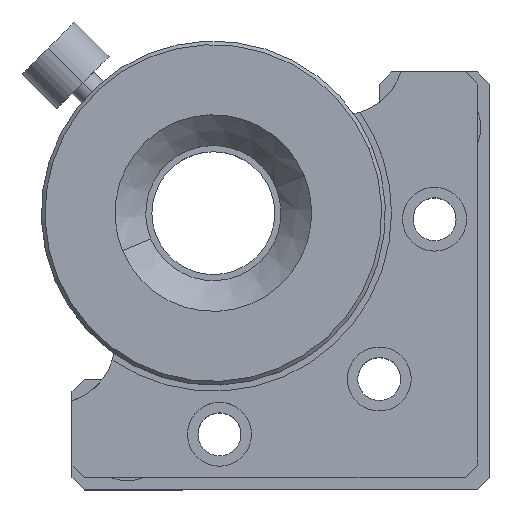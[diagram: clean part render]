
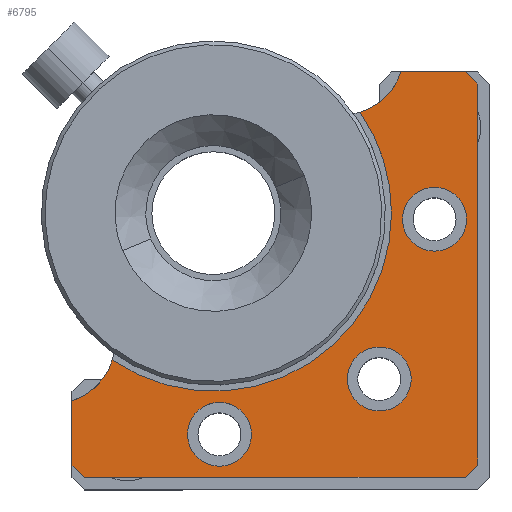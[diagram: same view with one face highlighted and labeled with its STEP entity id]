
A CAD part, top view. The second image highlights one B-rep face of the part: STEP entity #6795.
In plain terms, the highlighted planar face has unit normal (0, 0, 1).
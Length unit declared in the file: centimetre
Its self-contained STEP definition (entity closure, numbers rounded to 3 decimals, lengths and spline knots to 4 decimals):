
#103 = ORIENTED_EDGE ( 'NONE', *, *, #6744, .T. ) ;
#193 = EDGE_LOOP ( 'NONE', ( #7203, #6923, #372, #7202, #6914, #1158, #1107, #535, #103, #231, #451 ) ) ;
#231 = ORIENTED_EDGE ( 'NONE', *, *, #1942, .F. ) ;
#372 = ORIENTED_EDGE ( 'NONE', *, *, #6772, .T. ) ;
#446 = EDGE_LOOP ( 'NONE', ( #7204, #7201 ) ) ;
#451 = ORIENTED_EDGE ( 'NONE', *, *, #6720, .F. ) ;
#517 = EDGE_LOOP ( 'NONE', ( #7209, #7211 ) ) ;
#535 = ORIENTED_EDGE ( 'NONE', *, *, #6778, .T. ) ;
#560 = EDGE_LOOP ( 'NONE', ( #7218, #7464 ) ) ;
#1107 = ORIENTED_EDGE ( 'NONE', *, *, #6794, .T. ) ;
#1158 = ORIENTED_EDGE ( 'NONE', *, *, #6800, .T. ) ;
#1176 = CIRCLE ( 'NONE', #3844, 0.26 ) ;
#1177 = CIRCLE ( 'NONE', #3858, 0.26 ) ;
#1200 = CIRCLE ( 'NONE', #3988, 0.26 ) ;
#1203 = CIRCLE ( 'NONE', #4003, 0.26 ) ;
#1211 = CIRCLE ( 'NONE', #4012, 0.26 ) ;
#1226 = CIRCLE ( 'NONE', #2484, 1.45 ) ;
#1250 = CIRCLE ( 'NONE', #2255, 0.5 ) ;
#1487 = CIRCLE ( 'NONE', #4105, 1.45 ) ;
#1537 = CIRCLE ( 'NONE', #4202, 0.26 ) ;
#1553 = CIRCLE ( 'NONE', #4121, 0.5 ) ;
#1922 = EDGE_CURVE ( 'NONE', #7408, #7319, #1537, .T. ) ;
#1924 = EDGE_CURVE ( 'NONE', #6948, #6962, #1487, .T. ) ;
#1942 = EDGE_CURVE ( 'NONE', #6972, #7344, #1553, .T. ) ;
#2058 = CARTESIAN_POINT ( 'NONE',  ( -1.2564, -1.23, 1.5067 ) ) ;
#2062 = CARTESIAN_POINT ( 'NONE',  ( 1.4336, 0.77, 1.5067 ) ) ;
#2089 = CARTESIAN_POINT ( 'NONE',  ( 1.5036, -0.53, 1.5067 ) ) ;
#2095 = CARTESIAN_POINT ( 'NONE',  ( -1.2564, -0.707, 1.5067 ) ) ;
#2186 = VECTOR ( 'NONE', #3213, 100. ) ;
#2192 = VECTOR ( 'NONE', #3232, 100. ) ;
#2227 = FACE_BOUND ( 'NONE', #446, .T. ) ;
#2233 = VECTOR ( 'NONE', #3285, 100. ) ;
#2234 = FACE_BOUND ( 'NONE', #517, .T. ) ;
#2235 = FACE_BOUND ( 'NONE', #560, .T. ) ;
#2237 = FACE_OUTER_BOUND ( 'NONE', #193, .T. ) ;
#2238 = AXIS2_PLACEMENT_3D ( 'NONE', #3286, #3287, #3288 ) ;
#2247 = VECTOR ( 'NONE', #3304, 100. ) ;
#2254 = VECTOR ( 'NONE', #3324, 100. ) ;
#2255 = AXIS2_PLACEMENT_3D ( 'NONE', #3330, #3331, #3332 ) ;
#2267 = VECTOR ( 'NONE', #3350, 100. ) ;
#2484 = AXIS2_PLACEMENT_3D ( 'NONE', #3052, #3053, #3054 ) ;
#2524 = VECTOR ( 'NONE', #3128, 100. ) ;
#2629 = CARTESIAN_POINT ( 'NONE',  ( -0.0564, -0.98, 1.5067 ) ) ;
#2630 = DIRECTION ( 'NONE',  ( 0., 0., 1. ) ) ;
#2631 = DIRECTION ( 'NONE',  ( 1., 0., 0. ) ) ;
#2632 = CARTESIAN_POINT ( 'NONE',  ( 1.6936, 0.77, 1.5067 ) ) ;
#2633 = DIRECTION ( 'NONE',  ( 0., 0., 1. ) ) ;
#2634 = DIRECTION ( 'NONE',  ( 1., 0., 0. ) ) ;
#2853 = CARTESIAN_POINT ( 'NONE',  ( 1.6936, 0.77, 1.5067 ) ) ;
#2854 = DIRECTION ( 'NONE',  ( 0., 0., 1. ) ) ;
#2855 = DIRECTION ( 'NONE',  ( 1., 0., 0. ) ) ;
#2887 = CARTESIAN_POINT ( 'NONE',  ( -0.0564, -0.98, 1.5067 ) ) ;
#2888 = DIRECTION ( 'NONE',  ( 0., 0., 1. ) ) ;
#2889 = DIRECTION ( 'NONE',  ( 1., 0., 0. ) ) ;
#2929 = CARTESIAN_POINT ( 'NONE',  ( 1.2436, -0.53, 1.5067 ) ) ;
#2933 = DIRECTION ( 'NONE',  ( 0., 0., 1. ) ) ;
#2934 = DIRECTION ( 'NONE',  ( 1., 0., 0. ) ) ;
#3052 = CARTESIAN_POINT ( 'NONE',  ( -0.1064, 0.82, 1.5067 ) ) ;
#3053 = DIRECTION ( 'NONE',  ( 0., 0., 1. ) ) ;
#3054 = DIRECTION ( 'NONE',  ( 1., 0., 0. ) ) ;
#3126 = LINE ( 'NONE', #3127, #2524 ) ;
#3127 = CARTESIAN_POINT ( 'NONE',  ( -1.2564, 1.97, 1.5067 ) ) ;
#3128 = DIRECTION ( 'NONE',  ( -1., 0., 0. ) ) ;
#3211 = LINE ( 'NONE', #3212, #2186 ) ;
#3212 = CARTESIAN_POINT ( 'NONE',  ( -1.2564, 1.97, 1.5067 ) ) ;
#3213 = DIRECTION ( 'NONE',  ( 0., -1., 0. ) ) ;
#3230 = LINE ( 'NONE', #3231, #2192 ) ;
#3231 = CARTESIAN_POINT ( 'NONE',  ( 1.9936, 1.92, 1.5067 ) ) ;
#3232 = DIRECTION ( 'NONE',  ( -0.707, 0.707, 0. ) ) ;
#3282 = PLANE ( 'NONE',  #2238 ) ;
#3283 = LINE ( 'NONE', #3284, #2233 ) ;
#3284 = CARTESIAN_POINT ( 'NONE',  ( 2.0436, 1.97, 1.5067 ) ) ;
#3285 = DIRECTION ( 'NONE',  ( 0., 1., 0. ) ) ;
#3286 = CARTESIAN_POINT ( 'NONE',  ( -1.2564, -1.33, 1.5067 ) ) ;
#3287 = DIRECTION ( 'NONE',  ( 0., 0., 1. ) ) ;
#3288 = DIRECTION ( 'NONE',  ( 1., 0., 0. ) ) ;
#3302 = LINE ( 'NONE', #3303, #2247 ) ;
#3303 = CARTESIAN_POINT ( 'NONE',  ( 0.3436, -2.93, 1.5067 ) ) ;
#3304 = DIRECTION ( 'NONE',  ( 0.707, 0.707, 0. ) ) ;
#3322 = LINE ( 'NONE', #3323, #2254 ) ;
#3323 = CARTESIAN_POINT ( 'NONE',  ( -1.2564, -1.33, 1.5067 ) ) ;
#3324 = DIRECTION ( 'NONE',  ( 1., 0., 0. ) ) ;
#3330 = CARTESIAN_POINT ( 'NONE',  ( -1.4064, -0.23, 1.5067 ) ) ;
#3331 = DIRECTION ( 'NONE',  ( 0., 0., 1. ) ) ;
#3332 = DIRECTION ( 'NONE',  ( 1., 0., 0. ) ) ;
#3348 = LINE ( 'NONE', #3349, #2267 ) ;
#3349 = CARTESIAN_POINT ( 'NONE',  ( -1.2064, -1.28, 1.5067 ) ) ;
#3350 = DIRECTION ( 'NONE',  ( 0.707, -0.707, 0. ) ) ;
#3539 = CARTESIAN_POINT ( 'NONE',  ( 2.0436, -1.23, 1.5067 ) ) ;
#3560 = CARTESIAN_POINT ( 'NONE',  ( 2.0436, 1.87, 1.5067 ) ) ;
#3584 = CARTESIAN_POINT ( 'NONE',  ( -0.9279, -0.3749, 1.5067 ) ) ;
#3591 = CARTESIAN_POINT ( 'NONE',  ( 1.3436, 0.82, 1.5067 ) ) ;
#3597 = CARTESIAN_POINT ( 'NONE',  ( 1.0884, 1.6414, 1.5067 ) ) ;
#3598 = CARTESIAN_POINT ( 'NONE',  ( 1.9436, -1.33, 1.5067 ) ) ;
#3621 = CARTESIAN_POINT ( 'NONE',  ( -0.3164, -0.98, 1.5067 ) ) ;
#3631 = CARTESIAN_POINT ( 'NONE',  ( 1.9536, 0.77, 1.5067 ) ) ;
#3682 = CARTESIAN_POINT ( 'NONE',  ( 1.9436, 1.97, 1.5067 ) ) ;
#3714 = CARTESIAN_POINT ( 'NONE',  ( 0.2036, -0.98, 1.5067 ) ) ;
#3722 = CARTESIAN_POINT ( 'NONE',  ( -1.1564, -1.33, 1.5067 ) ) ;
#3760 = CARTESIAN_POINT ( 'NONE',  ( 0.9836, -0.53, 1.5067 ) ) ;
#3776 = CARTESIAN_POINT ( 'NONE',  ( 1.4205, 1.97, 1.5067 ) ) ;
#3844 = AXIS2_PLACEMENT_3D ( 'NONE', #2629, #2630, #2631 ) ;
#3858 = AXIS2_PLACEMENT_3D ( 'NONE', #2632, #2633, #2634 ) ;
#3988 = AXIS2_PLACEMENT_3D ( 'NONE', #2853, #2854, #2855 ) ;
#4003 = AXIS2_PLACEMENT_3D ( 'NONE', #2887, #2888, #2889 ) ;
#4012 = AXIS2_PLACEMENT_3D ( 'NONE', #2929, #2933, #2934 ) ;
#4105 = AXIS2_PLACEMENT_3D ( 'NONE', #5815, #5799, #5843 ) ;
#4121 = AXIS2_PLACEMENT_3D ( 'NONE', #5573, #5569, #5807 ) ;
#4202 = AXIS2_PLACEMENT_3D ( 'NONE', #5886, #5812, #5811 ) ;
#5569 = DIRECTION ( 'NONE',  ( 0., 0., 1. ) ) ;
#5573 = CARTESIAN_POINT ( 'NONE',  ( 0.9436, 2.12, 1.5067 ) ) ;
#5799 = DIRECTION ( 'NONE',  ( 0., 0., 1. ) ) ;
#5807 = DIRECTION ( 'NONE',  ( 1., 0., 0. ) ) ;
#5811 = DIRECTION ( 'NONE',  ( 1., 0., 0. ) ) ;
#5812 = DIRECTION ( 'NONE',  ( 0., 0., 1. ) ) ;
#5815 = CARTESIAN_POINT ( 'NONE',  ( -0.1064, 0.82, 1.5067 ) ) ;
#5843 = DIRECTION ( 'NONE',  ( 1., 0., 0. ) ) ;
#5886 = CARTESIAN_POINT ( 'NONE',  ( 1.2436, -0.53, 1.5067 ) ) ;
#6604 = EDGE_CURVE ( 'NONE', #7225, #7016, #1176, .T. ) ;
#6605 = EDGE_CURVE ( 'NONE', #7032, #7358, #1177, .T. ) ;
#6660 = EDGE_CURVE ( 'NONE', #7358, #7032, #1200, .T. ) ;
#6667 = EDGE_CURVE ( 'NONE', #7016, #7225, #1203, .T. ) ;
#6682 = EDGE_CURVE ( 'NONE', #7319, #7408, #1211, .T. ) ;
#6720 = EDGE_CURVE ( 'NONE', #6962, #6972, #1226, .T. ) ;
#6744 = EDGE_CURVE ( 'NONE', #7134, #7344, #3126, .T. ) ;
#6772 = EDGE_CURVE ( 'NONE', #7421, #7351, #3211, .T. ) ;
#6778 = EDGE_CURVE ( 'NONE', #6910, #7134, #3230, .T. ) ;
#6794 = EDGE_CURVE ( 'NONE', #6872, #6910, #3283, .T. ) ;
#6795 = ADVANCED_FACE ( 'NONE', ( #2227, #2234, #2235, #2237 ), #3282, .T. ) ;
#6800 = EDGE_CURVE ( 'NONE', #6973, #6872, #3302, .T. ) ;
#6806 = EDGE_CURVE ( 'NONE', #7244, #6973, #3322, .T. ) ;
#6809 = EDGE_CURVE ( 'NONE', #7421, #6948, #1250, .T. ) ;
#6815 = EDGE_CURVE ( 'NONE', #7351, #7244, #3348, .T. ) ;
#6872 = VERTEX_POINT ( 'NONE', #3539 ) ;
#6910 = VERTEX_POINT ( 'NONE', #3560 ) ;
#6914 = ORIENTED_EDGE ( 'NONE', *, *, #6806, .T. ) ;
#6923 = ORIENTED_EDGE ( 'NONE', *, *, #6809, .F. ) ;
#6948 = VERTEX_POINT ( 'NONE', #3584 ) ;
#6962 = VERTEX_POINT ( 'NONE', #3591 ) ;
#6972 = VERTEX_POINT ( 'NONE', #3597 ) ;
#6973 = VERTEX_POINT ( 'NONE', #3598 ) ;
#7016 = VERTEX_POINT ( 'NONE', #3621 ) ;
#7032 = VERTEX_POINT ( 'NONE', #3631 ) ;
#7134 = VERTEX_POINT ( 'NONE', #3682 ) ;
#7201 = ORIENTED_EDGE ( 'NONE', *, *, #6667, .F. ) ;
#7202 = ORIENTED_EDGE ( 'NONE', *, *, #6815, .T. ) ;
#7203 = ORIENTED_EDGE ( 'NONE', *, *, #1924, .F. ) ;
#7204 = ORIENTED_EDGE ( 'NONE', *, *, #6604, .F. ) ;
#7209 = ORIENTED_EDGE ( 'NONE', *, *, #1922, .F. ) ;
#7211 = ORIENTED_EDGE ( 'NONE', *, *, #6682, .F. ) ;
#7218 = ORIENTED_EDGE ( 'NONE', *, *, #6605, .F. ) ;
#7225 = VERTEX_POINT ( 'NONE', #3714 ) ;
#7244 = VERTEX_POINT ( 'NONE', #3722 ) ;
#7319 = VERTEX_POINT ( 'NONE', #3760 ) ;
#7344 = VERTEX_POINT ( 'NONE', #3776 ) ;
#7351 = VERTEX_POINT ( 'NONE', #2058 ) ;
#7358 = VERTEX_POINT ( 'NONE', #2062 ) ;
#7408 = VERTEX_POINT ( 'NONE', #2089 ) ;
#7421 = VERTEX_POINT ( 'NONE', #2095 ) ;
#7464 = ORIENTED_EDGE ( 'NONE', *, *, #6660, .F. ) ;
